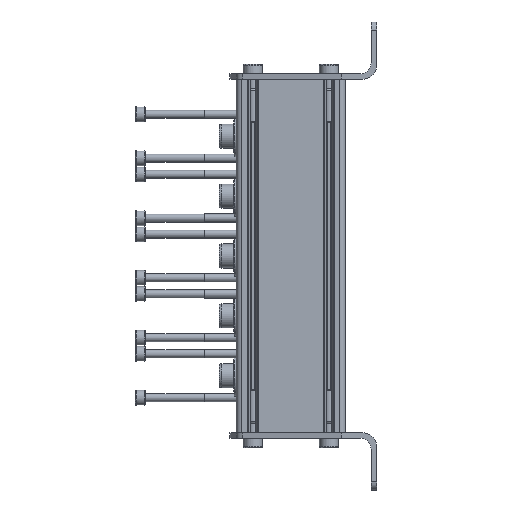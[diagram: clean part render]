
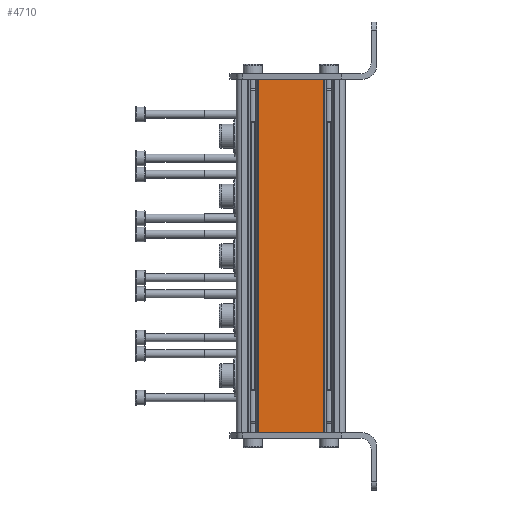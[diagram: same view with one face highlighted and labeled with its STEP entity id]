
A CAD part, left-side view. The second image highlights one B-rep face of the part: STEP entity #4710.
In plain terms, the highlighted planar face has unit normal (-1, 0, 0).
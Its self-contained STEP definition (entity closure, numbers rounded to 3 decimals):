
#328=LINE('',#7687,#654);
#329=LINE('',#7689,#655);
#330=LINE('',#7691,#656);
#331=LINE('',#7693,#657);
#654=VECTOR('',#6055,1000.);
#655=VECTOR('',#6058,1000.);
#656=VECTOR('',#6059,1000.);
#657=VECTOR('',#6060,1000.);
#884=PLANE('',#5164);
#1557=ORIENTED_EDGE('',*,*,#2764,.F.);
#1558=ORIENTED_EDGE('',*,*,#2763,.F.);
#1559=ORIENTED_EDGE('',*,*,#2765,.T.);
#1560=ORIENTED_EDGE('',*,*,#2766,.T.);
#2763=EDGE_CURVE('',#3334,#3333,#328,.T.);
#2764=EDGE_CURVE('',#3333,#3335,#329,.T.);
#2765=EDGE_CURVE('',#3334,#3336,#330,.T.);
#2766=EDGE_CURVE('',#3336,#3335,#331,.T.);
#3333=VERTEX_POINT('',#7684);
#3334=VERTEX_POINT('',#7686);
#3335=VERTEX_POINT('',#7690);
#3336=VERTEX_POINT('',#7692);
#3758=EDGE_LOOP('',(#1557,#1558,#1559,#1560));
#4182=FACE_BOUND('',#3758,.T.);
#4710=ADVANCED_FACE('',(#4182),#884,.T.);
#5164=AXIS2_PLACEMENT_3D('',#7688,#6056,#6057);
#6055=DIRECTION('',(0.,0.,1.));
#6056=DIRECTION('',(-1.,0.,0.));
#6057=DIRECTION('',(0.,0.,1.));
#6058=DIRECTION('',(0.,-1.,0.));
#6059=DIRECTION('',(0.,-1.,0.));
#6060=DIRECTION('',(0.,0.,1.));
#7684=CARTESIAN_POINT('',(-11.5,11.979,0.));
#7686=CARTESIAN_POINT('',(-11.5,11.979,-130.));
#7687=CARTESIAN_POINT('',(-11.5,11.979,-130.));
#7688=CARTESIAN_POINT('',(-11.5,11.979,-130.));
#7689=CARTESIAN_POINT('',(-11.5,11.979,0.));
#7690=CARTESIAN_POINT('',(-11.5,-11.979,0.));
#7691=CARTESIAN_POINT('',(-11.5,11.979,-130.));
#7692=CARTESIAN_POINT('',(-11.5,-11.979,-130.));
#7693=CARTESIAN_POINT('',(-11.5,-11.979,-130.));
